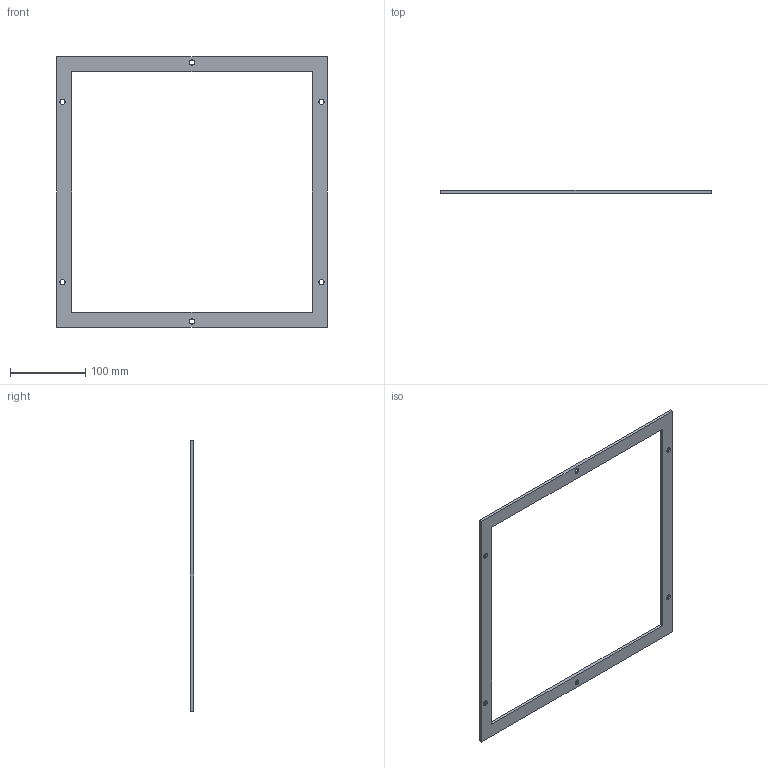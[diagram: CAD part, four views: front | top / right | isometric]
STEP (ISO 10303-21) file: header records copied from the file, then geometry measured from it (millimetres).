
FILE_DESCRIPTION((''),'2;1');
FILE_NAME('T-00960_ASM','2022-10-20T10:08:42',('letterg'),(''),'CREO PARAMETRIC BY PTC INC, 2022024','CREO PARAMETRIC BY PTC INC, 2022024','');
FILE_SCHEMA(('AUTOMOTIVE_DESIGN { 1 0 10303 214 1 1 1 1 }'));
Length unit declared in the file: millimetre
Products named in the file (2): T-00656; T-00960_ASM
Assembly tree (1 placements, depth 2):
  T-00960_ASM
    T-00656
Bounding box: 359.8 x 4 x 359.8 mm (x, y, z)
Volume: 104500.8 mm3; surface area: 63677.5 mm2
Topology: 1 solids, 1 shells, 34 faces, 84 edges, 52 vertices
Faces by surface type: cone 12, cylinder 12, plane 10
Entity records: 1340 total; most frequent: COLOUR_RGB 214, DIRECTION 194, CARTESIAN_POINT 177, ORIENTED_EDGE 168, EDGE_CURVE 84, AXIS2_PLACEMENT_3D 73, VERTEX_POINT 52, VECTOR 48
